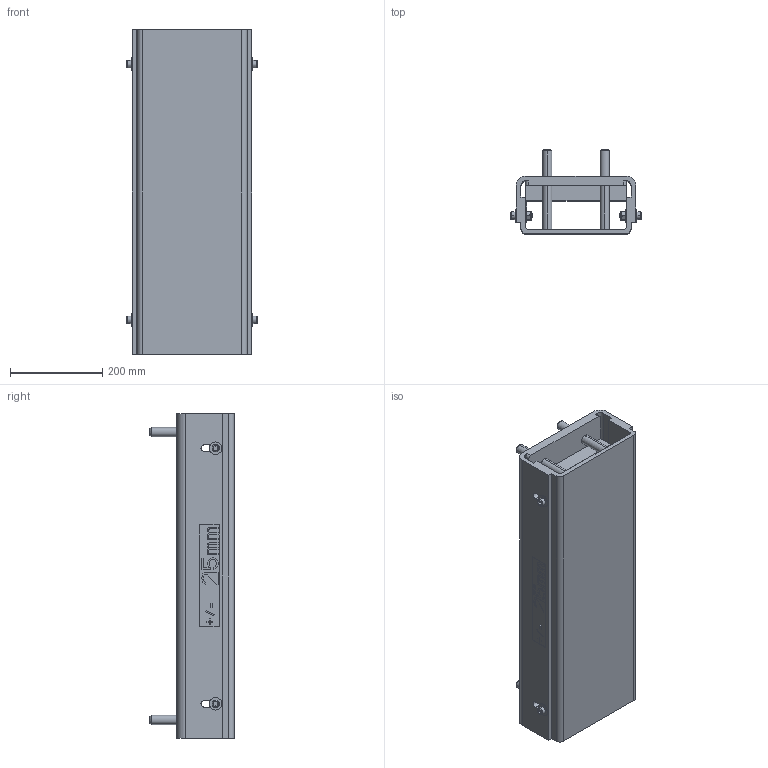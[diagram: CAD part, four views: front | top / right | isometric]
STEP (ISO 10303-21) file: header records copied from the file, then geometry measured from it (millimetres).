
FILE_DESCRIPTION (( 'STEP AP203' ), '1' );
FILE_NAME ('BeamSupport_Default_sldprt.STEP', '2023-04-26T21:19:05', ( '' ), ( '' ), 'SwSTEP 2.0', 'SolidWorks 2022', '' );
FILE_SCHEMA (( 'CONFIG_CONTROL_DESIGN' ));
Length unit declared in the file: millimetre
Products named in the file (1): BeamSupport_Default_sldprt
Bounding box: 284 x 183 x 705 mm (x, y, z)
Volume: 11629575.4 mm3; surface area: 1121520 mm2
Topology: 1 solids, 1 shells, 629 faces, 1701 edges, 1102 vertices
Faces by surface type: plane 462, cylinder 87, cone 64, torus 16
Entity records: 20566 total; most frequent: CARTESIAN_POINT 4574, ORIENTED_EDGE 3402, DIRECTION 3145, EDGE_CURVE 1701, LINE 1311, VECTOR 1311, VERTEX_POINT 1102, AXIS2_PLACEMENT_3D 917
